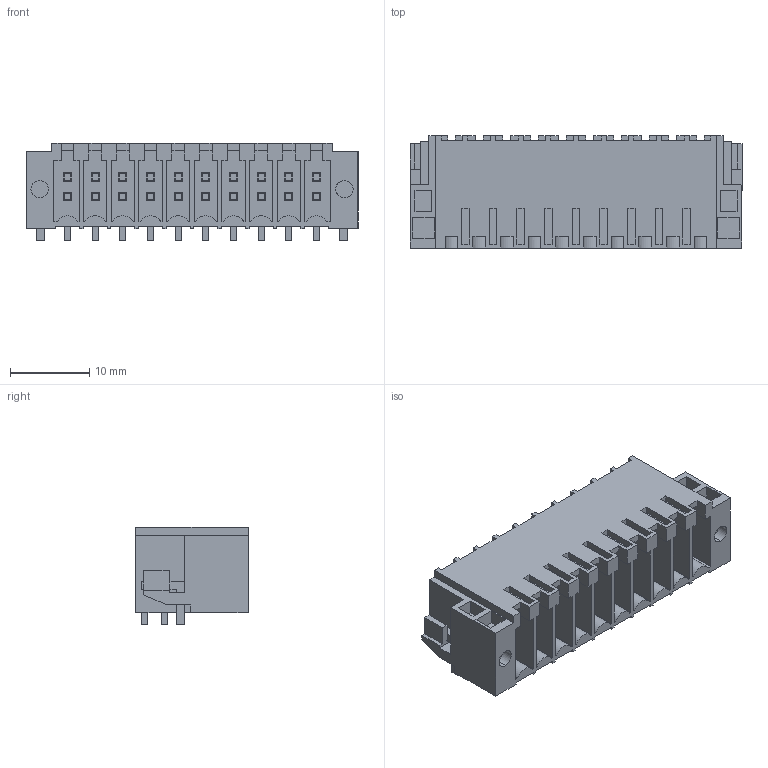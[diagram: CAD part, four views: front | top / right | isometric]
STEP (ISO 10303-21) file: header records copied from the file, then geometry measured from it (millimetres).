
FILE_DESCRIPTION(('CATIA V5 STEP Exchange','CAx-IF Rec.Pracs.--- Model Styling and Organization---1.4--- 2014-01-23'),'2;1');
FILE_NAME ('D1450680_1', '2021-06-30T09:17:54+00:00', ('none'), ('Weidmueller'), 'CATIA Version 5-6 Release 2016 SP3 HF44', 'CATIA V5 STEP AP214', 'none');
FILE_SCHEMA(('AUTOMOTIVE_DESIGN { 1 0 10303 214 1 1 1 1 }'));
Length unit declared in the file: millimetre
Products named in the file (1): 1289940000
Bounding box: 42 x 14.2 x 12.3 mm (x, y, z)
Volume: 3289.9 mm3; surface area: 6913.6 mm2
Topology: 23 solids, 23 shells, 830 faces, 2330 edges, 1567 vertices
Faces by surface type: plane 806, cylinder 24
Entity records: 24298 total; most frequent: ORIENTED_EDGE 4660, CARTESIAN_POINT 4440, DIRECTION 3125, EDGE_CURVE 2330, VECTOR 2280, LINE 2280, VERTEX_POINT 1567, EDGE_LOOP 895
